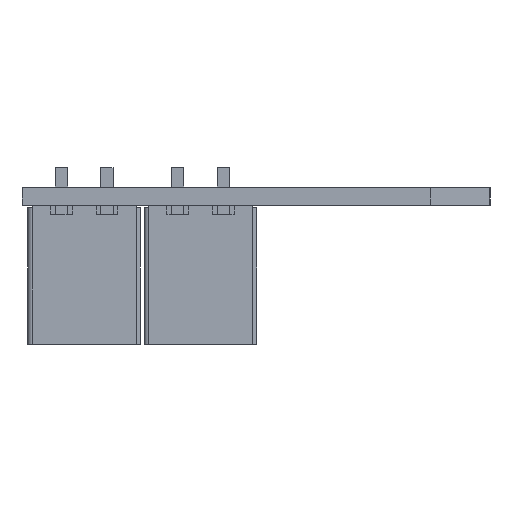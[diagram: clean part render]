
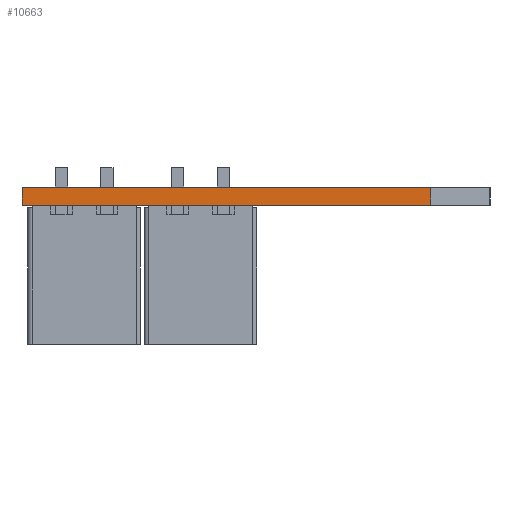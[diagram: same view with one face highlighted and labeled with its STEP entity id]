
A CAD part, left-side view. The second image highlights one B-rep face of the part: STEP entity #10663.
In plain terms, the highlighted planar face has unit normal (-1, 0, 0).
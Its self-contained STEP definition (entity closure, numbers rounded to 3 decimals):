
#9176 = PLANE('',#9177);
#9177 = AXIS2_PLACEMENT_3D('',#9178,#9179,#9180);
#9178 = CARTESIAN_POINT('',(77.6,-38.3,0.));
#9179 = DIRECTION('',(0.002,1.,-0.));
#9180 = DIRECTION('',(1.,-0.002,0.));
#9204 = PLANE('',#9205);
#9205 = AXIS2_PLACEMENT_3D('',#9206,#9207,#9208);
#9206 = CARTESIAN_POINT('',(116.407,-60.208,1.6));
#9207 = DIRECTION('',(-0.,-0.,-1.));
#9208 = DIRECTION('',(-1.,0.,0.));
#9258 = PLANE('',#9259);
#9259 = AXIS2_PLACEMENT_3D('',#9260,#9261,#9262);
#9260 = CARTESIAN_POINT('',(116.407,-60.208,0.));
#9261 = DIRECTION('',(-0.,-0.,-1.));
#9262 = DIRECTION('',(-1.,0.,0.));
#9273 = EDGE_CURVE('',#9274,#9276,#9278,.T.);
#9274 = VERTEX_POINT('',#9275);
#9275 = CARTESIAN_POINT('',(77.6,-38.3,0.));
#9276 = VERTEX_POINT('',#9277);
#9277 = CARTESIAN_POINT('',(77.6,-38.3,1.6));
#9278 = SURFACE_CURVE('',#9279,(#9283,#9290),.PCURVE_S1.);
#9279 = LINE('',#9280,#9281);
#9280 = CARTESIAN_POINT('',(77.6,-38.3,0.));
#9281 = VECTOR('',#9282,1.);
#9282 = DIRECTION('',(0.,0.,1.));
#9283 = PCURVE('',#9176,#9284);
#9284 = DEFINITIONAL_REPRESENTATION('',(#9285),#9289);
#9285 = LINE('',#9286,#9287);
#9286 = CARTESIAN_POINT('',(0.,0.));
#9287 = VECTOR('',#9288,1.);
#9288 = DIRECTION('',(0.,-1.));
#9289 = ( GEOMETRIC_REPRESENTATION_CONTEXT(2) 
PARAMETRIC_REPRESENTATION_CONTEXT() REPRESENTATION_CONTEXT('2D SPACE',''
  ) );
#9290 = PCURVE('',#9291,#9296);
#9291 = PLANE('',#9292);
#9292 = AXIS2_PLACEMENT_3D('',#9293,#9294,#9295);
#9293 = CARTESIAN_POINT('',(77.6,-76.05,0.));
#9294 = DIRECTION('',(-1.,0.,0.));
#9295 = DIRECTION('',(0.,1.,0.));
#9296 = DEFINITIONAL_REPRESENTATION('',(#9297),#9301);
#9297 = LINE('',#9298,#9299);
#9298 = CARTESIAN_POINT('',(37.75,0.));
#9299 = VECTOR('',#9300,1.);
#9300 = DIRECTION('',(0.,-1.));
#9301 = ( GEOMETRIC_REPRESENTATION_CONTEXT(2) 
PARAMETRIC_REPRESENTATION_CONTEXT() REPRESENTATION_CONTEXT('2D SPACE',''
  ) );
#9479 = VERTEX_POINT('',#9480);
#9480 = CARTESIAN_POINT('',(77.6,-76.05,0.));
#9494 = PLANE('',#9495);
#9495 = AXIS2_PLACEMENT_3D('',#9496,#9497,#9498);
#9496 = CARTESIAN_POINT('',(83.058,-81.483,0.));
#9497 = DIRECTION('',(-0.705,-0.709,0.));
#9498 = DIRECTION('',(-0.709,0.705,0.));
#9506 = EDGE_CURVE('',#9479,#9274,#9507,.T.);
#9507 = SURFACE_CURVE('',#9508,(#9512,#9519),.PCURVE_S1.);
#9508 = LINE('',#9509,#9510);
#9509 = CARTESIAN_POINT('',(77.6,-76.05,0.));
#9510 = VECTOR('',#9511,1.);
#9511 = DIRECTION('',(0.,1.,0.));
#9512 = PCURVE('',#9258,#9513);
#9513 = DEFINITIONAL_REPRESENTATION('',(#9514),#9518);
#9514 = LINE('',#9515,#9516);
#9515 = CARTESIAN_POINT('',(38.807,-15.842));
#9516 = VECTOR('',#9517,1.);
#9517 = DIRECTION('',(0.,1.));
#9518 = ( GEOMETRIC_REPRESENTATION_CONTEXT(2) 
PARAMETRIC_REPRESENTATION_CONTEXT() REPRESENTATION_CONTEXT('2D SPACE',''
  ) );
#9519 = PCURVE('',#9291,#9520);
#9520 = DEFINITIONAL_REPRESENTATION('',(#9521),#9525);
#9521 = LINE('',#9522,#9523);
#9522 = CARTESIAN_POINT('',(0.,0.));
#9523 = VECTOR('',#9524,1.);
#9524 = DIRECTION('',(1.,0.));
#9525 = ( GEOMETRIC_REPRESENTATION_CONTEXT(2) 
PARAMETRIC_REPRESENTATION_CONTEXT() REPRESENTATION_CONTEXT('2D SPACE',''
  ) );
#10140 = VERTEX_POINT('',#10141);
#10141 = CARTESIAN_POINT('',(77.6,-76.05,1.6));
#10162 = EDGE_CURVE('',#10140,#9276,#10163,.T.);
#10163 = SURFACE_CURVE('',#10164,(#10168,#10175),.PCURVE_S1.);
#10164 = LINE('',#10165,#10166);
#10165 = CARTESIAN_POINT('',(77.6,-76.05,1.6));
#10166 = VECTOR('',#10167,1.);
#10167 = DIRECTION('',(0.,1.,0.));
#10168 = PCURVE('',#9204,#10169);
#10169 = DEFINITIONAL_REPRESENTATION('',(#10170),#10174);
#10170 = LINE('',#10171,#10172);
#10171 = CARTESIAN_POINT('',(38.807,-15.842));
#10172 = VECTOR('',#10173,1.);
#10173 = DIRECTION('',(0.,1.));
#10174 = ( GEOMETRIC_REPRESENTATION_CONTEXT(2) 
PARAMETRIC_REPRESENTATION_CONTEXT() REPRESENTATION_CONTEXT('2D SPACE',''
  ) );
#10175 = PCURVE('',#9291,#10176);
#10176 = DEFINITIONAL_REPRESENTATION('',(#10177),#10181);
#10177 = LINE('',#10178,#10179);
#10178 = CARTESIAN_POINT('',(0.,-1.6));
#10179 = VECTOR('',#10180,1.);
#10180 = DIRECTION('',(1.,0.));
#10181 = ( GEOMETRIC_REPRESENTATION_CONTEXT(2) 
PARAMETRIC_REPRESENTATION_CONTEXT() REPRESENTATION_CONTEXT('2D SPACE',''
  ) );
#10663 = ADVANCED_FACE('',(#10664),#9291,.T.);
#10664 = FACE_BOUND('',#10665,.T.);
#10665 = EDGE_LOOP('',(#10666,#10687,#10688,#10689));
#10666 = ORIENTED_EDGE('',*,*,#10667,.T.);
#10667 = EDGE_CURVE('',#9479,#10140,#10668,.T.);
#10668 = SURFACE_CURVE('',#10669,(#10673,#10680),.PCURVE_S1.);
#10669 = LINE('',#10670,#10671);
#10670 = CARTESIAN_POINT('',(77.6,-76.05,0.));
#10671 = VECTOR('',#10672,1.);
#10672 = DIRECTION('',(0.,0.,1.));
#10673 = PCURVE('',#9291,#10674);
#10674 = DEFINITIONAL_REPRESENTATION('',(#10675),#10679);
#10675 = LINE('',#10676,#10677);
#10676 = CARTESIAN_POINT('',(0.,0.));
#10677 = VECTOR('',#10678,1.);
#10678 = DIRECTION('',(0.,-1.));
#10679 = ( GEOMETRIC_REPRESENTATION_CONTEXT(2) 
PARAMETRIC_REPRESENTATION_CONTEXT() REPRESENTATION_CONTEXT('2D SPACE',''
  ) );
#10680 = PCURVE('',#9494,#10681);
#10681 = DEFINITIONAL_REPRESENTATION('',(#10682),#10686);
#10682 = LINE('',#10683,#10684);
#10683 = CARTESIAN_POINT('',(7.701,0.));
#10684 = VECTOR('',#10685,1.);
#10685 = DIRECTION('',(0.,-1.));
#10686 = ( GEOMETRIC_REPRESENTATION_CONTEXT(2) 
PARAMETRIC_REPRESENTATION_CONTEXT() REPRESENTATION_CONTEXT('2D SPACE',''
  ) );
#10687 = ORIENTED_EDGE('',*,*,#10162,.T.);
#10688 = ORIENTED_EDGE('',*,*,#9273,.F.);
#10689 = ORIENTED_EDGE('',*,*,#9506,.F.);
